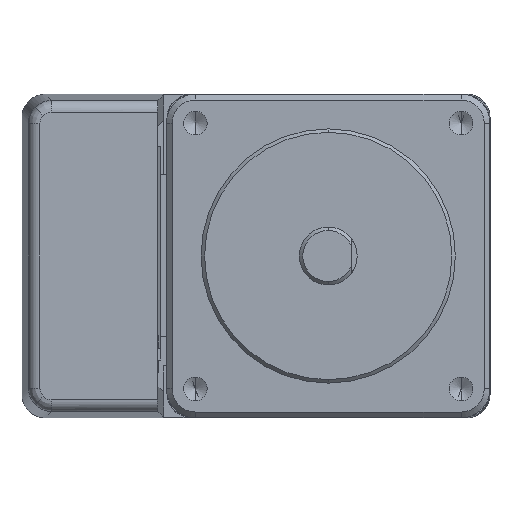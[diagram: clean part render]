
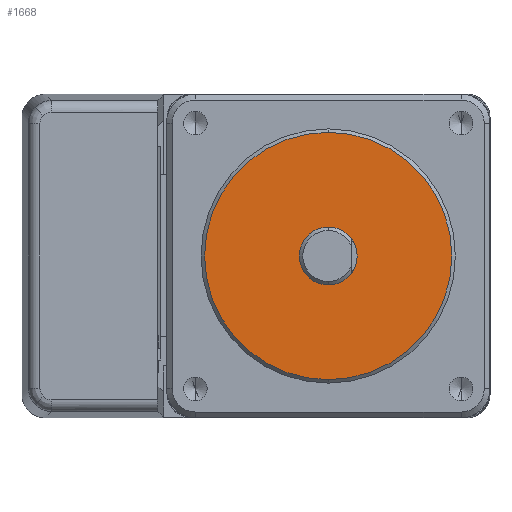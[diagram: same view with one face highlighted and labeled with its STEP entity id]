
A CAD part, left-side view. The second image highlights one B-rep face of the part: STEP entity #1668.
In plain terms, the highlighted face is planar.
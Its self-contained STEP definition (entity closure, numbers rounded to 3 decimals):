
#589 = DIRECTION ( 'NONE',  ( 0., 0., 1. ) ) ;
#1668 = ADVANCED_FACE ( 'NONE', ( #10564, #16222 ), #20243, .T. ) ;
#2768 = DIRECTION ( 'NONE',  ( 0., 0., 1. ) ) ;
#3211 = AXIS2_PLACEMENT_3D ( 'NONE', #16616, #36180, #19417 ) ;
#3265 = CARTESIAN_POINT ( 'NONE',  ( -0.949, 71.349, 52. ) ) ;
#3704 = CARTESIAN_POINT ( 'NONE',  ( 9.751, 71.349, 52. ) ) ;
#4592 = EDGE_CURVE ( 'NONE', #18554, #7932, #6909, .T. ) ;
#4752 = CIRCLE ( 'NONE', #16975, 2.5 ) ;
#6377 = EDGE_CURVE ( 'NONE', #20810, #14136, #27442, .T. ) ;
#6472 = ORIENTED_EDGE ( 'NONE', *, *, #4592, .F. ) ;
#6522 = DIRECTION ( 'NONE',  ( 1., 0., 0. ) ) ;
#6909 = CIRCLE ( 'NONE', #32454, 2.5 ) ;
#7932 = VERTEX_POINT ( 'NONE', #23096 ) ;
#8619 = CARTESIAN_POINT ( 'NONE',  ( 9.751, 73.849, 52. ) ) ;
#10564 = FACE_OUTER_BOUND ( 'NONE', #34778, .T. ) ;
#10976 = CARTESIAN_POINT ( 'NONE',  ( 9.751, 71.349, 52. ) ) ;
#12530 = ORIENTED_EDGE ( 'NONE', *, *, #15487, .F. ) ;
#13748 = DIRECTION ( 'NONE',  ( 1., 0., 0. ) ) ;
#14136 = VERTEX_POINT ( 'NONE', #34467 ) ;
#15025 = AXIS2_PLACEMENT_3D ( 'NONE', #17431, #589, #23048 ) ;
#15487 = EDGE_CURVE ( 'NONE', #7932, #18554, #4752, .T. ) ;
#16222 = FACE_BOUND ( 'NONE', #18931, .T. ) ;
#16616 = CARTESIAN_POINT ( 'NONE',  ( 9.751, 71.349, 52. ) ) ;
#16975 = AXIS2_PLACEMENT_3D ( 'NONE', #10976, #30534, #13748 ) ;
#17431 = CARTESIAN_POINT ( 'NONE',  ( 0., 0., 52. ) ) ;
#18554 = VERTEX_POINT ( 'NONE', #8619 ) ;
#18931 = EDGE_LOOP ( 'NONE', ( #12530, #6472 ) ) ;
#19417 = DIRECTION ( 'NONE',  ( 1., 0., 0. ) ) ;
#19479 = CARTESIAN_POINT ( 'NONE',  ( 9.751, 71.349, 52. ) ) ;
#20243 = PLANE ( 'NONE',  #15025 ) ;
#20810 = VERTEX_POINT ( 'NONE', #3265 ) ;
#21080 = AXIS2_PLACEMENT_3D ( 'NONE', #19479, #2768, #22306 ) ;
#22306 = DIRECTION ( 'NONE',  ( 1., 0., 0. ) ) ;
#23048 = DIRECTION ( 'NONE',  ( 1., 0., 0. ) ) ;
#23096 = CARTESIAN_POINT ( 'NONE',  ( 9.751, 68.849, 52. ) ) ;
#23231 = DIRECTION ( 'NONE',  ( 0., 0., 1. ) ) ;
#23458 = CIRCLE ( 'NONE', #21080, 10.7 ) ;
#27442 = CIRCLE ( 'NONE', #3211, 10.7 ) ;
#30534 = DIRECTION ( 'NONE',  ( 0., 0., 1. ) ) ;
#31205 = ORIENTED_EDGE ( 'NONE', *, *, #6377, .T. ) ;
#32179 = ORIENTED_EDGE ( 'NONE', *, *, #33444, .T. ) ;
#32454 = AXIS2_PLACEMENT_3D ( 'NONE', #3704, #23231, #6522 ) ;
#33444 = EDGE_CURVE ( 'NONE', #14136, #20810, #23458, .T. ) ;
#34467 = CARTESIAN_POINT ( 'NONE',  ( 20.451, 71.349, 52. ) ) ;
#34778 = EDGE_LOOP ( 'NONE', ( #31205, #32179 ) ) ;
#36180 = DIRECTION ( 'NONE',  ( 0., 0., 1. ) ) ;
